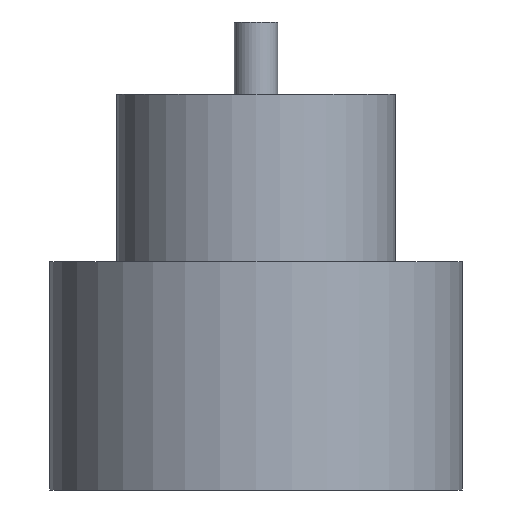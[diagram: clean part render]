
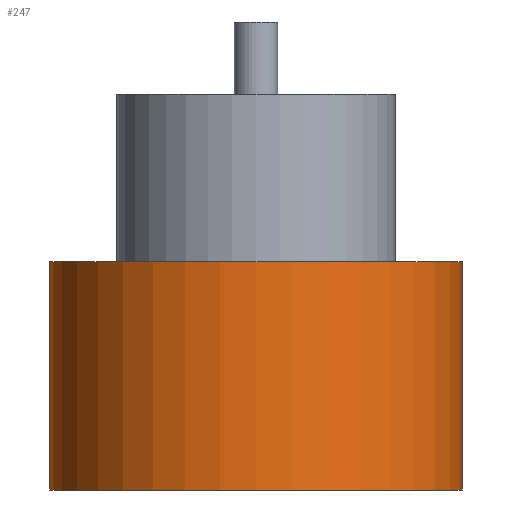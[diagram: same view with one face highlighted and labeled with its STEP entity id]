
A CAD part, front view. The second image highlights one B-rep face of the part: STEP entity #247.
In plain terms, the highlighted cylindrical face has radius 1.85 mm (diameter 3.7 mm), a partial arc.
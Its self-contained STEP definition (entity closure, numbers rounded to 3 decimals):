
#1 = VERTEX_POINT ( 'NONE', #458 ) ;
#2 = DIRECTION ( 'NONE',  ( 1., 0., 0. ) ) ;
#37 = CIRCLE ( 'NONE', #137, 1.85 ) ;
#137 = AXIS2_PLACEMENT_3D ( 'NONE', #529, #363, #2 ) ;
#147 = VERTEX_POINT ( 'NONE', #150 ) ;
#150 = CARTESIAN_POINT ( 'NONE',  ( 1.85, 0., -0.5 ) ) ;
#152 = DIRECTION ( 'NONE',  ( 0., 0., -1. ) ) ;
#154 = VERTEX_POINT ( 'NONE', #267 ) ;
#179 = EDGE_CURVE ( 'NONE', #154, #1, #37, .T. ) ;
#189 = VECTOR ( 'NONE', #631, 1000. ) ;
#198 = LINE ( 'NONE', #719, #546 ) ;
#227 = CARTESIAN_POINT ( 'NONE',  ( -1.85, 0., 3.05 ) ) ;
#247 = ADVANCED_FACE ( 'NONE', ( #711 ), #428, .T. ) ;
#249 = EDGE_CURVE ( 'NONE', #154, #374, #473, .T. ) ;
#267 = CARTESIAN_POINT ( 'NONE',  ( -1.85, 0., 1.55 ) ) ;
#271 = ORIENTED_EDGE ( 'NONE', *, *, #554, .T. ) ;
#278 = AXIS2_PLACEMENT_3D ( 'NONE', #416, #152, #470 ) ;
#338 = DIRECTION ( 'NONE',  ( 0., 0., 1. ) ) ;
#353 = ORIENTED_EDGE ( 'NONE', *, *, #249, .T. ) ;
#363 = DIRECTION ( 'NONE',  ( 0., 0., 1. ) ) ;
#374 = VERTEX_POINT ( 'NONE', #425 ) ;
#384 = EDGE_LOOP ( 'NONE', ( #724, #639, #353, #271 ) ) ;
#404 = DIRECTION ( 'NONE',  ( 1., 0., 0. ) ) ;
#416 = CARTESIAN_POINT ( 'NONE',  ( 0., 0., 3.05 ) ) ;
#425 = CARTESIAN_POINT ( 'NONE',  ( -1.85, 0., -0.5 ) ) ;
#428 = CYLINDRICAL_SURFACE ( 'NONE', #278, 1.85 ) ;
#458 = CARTESIAN_POINT ( 'NONE',  ( 1.85, 0., 1.55 ) ) ;
#470 = DIRECTION ( 'NONE',  ( -1., 0., 0. ) ) ;
#473 = LINE ( 'NONE', #227, #189 ) ;
#478 = EDGE_CURVE ( 'NONE', #1, #147, #198, .T. ) ;
#497 = DIRECTION ( 'NONE',  ( 0., 0., -1. ) ) ;
#524 = CARTESIAN_POINT ( 'NONE',  ( 0., 0., -0.5 ) ) ;
#529 = CARTESIAN_POINT ( 'NONE',  ( 0., 0., 1.55 ) ) ;
#546 = VECTOR ( 'NONE', #497, 1000. ) ;
#554 = EDGE_CURVE ( 'NONE', #374, #147, #558, .T. ) ;
#558 = CIRCLE ( 'NONE', #627, 1.85 ) ;
#627 = AXIS2_PLACEMENT_3D ( 'NONE', #524, #338, #404 ) ;
#631 = DIRECTION ( 'NONE',  ( 0., 0., -1. ) ) ;
#639 = ORIENTED_EDGE ( 'NONE', *, *, #179, .F. ) ;
#711 = FACE_OUTER_BOUND ( 'NONE', #384, .T. ) ;
#719 = CARTESIAN_POINT ( 'NONE',  ( 1.85, 0., 3.05 ) ) ;
#724 = ORIENTED_EDGE ( 'NONE', *, *, #478, .F. ) ;
